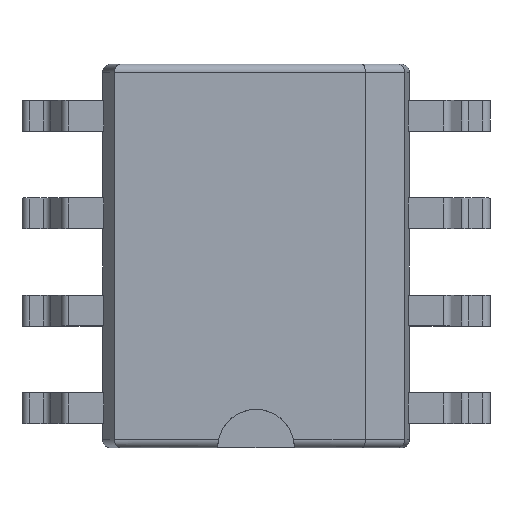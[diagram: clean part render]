
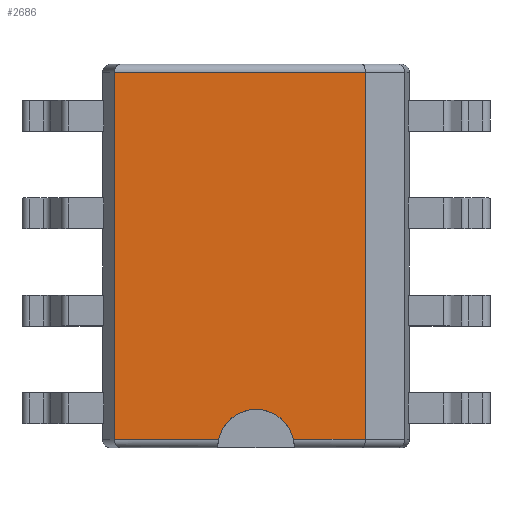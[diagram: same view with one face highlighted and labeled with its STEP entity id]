
A CAD part, top view. The second image highlights one B-rep face of the part: STEP entity #2686.
In plain terms, the highlighted planar face has unit normal (0, 0, 1).
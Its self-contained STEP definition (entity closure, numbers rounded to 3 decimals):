
#127=CIRCLE('',#2851,0.5);
#215=PLANE('',#2853);
#306=FACE_OUTER_BOUND('',#444,.T.);
#444=EDGE_LOOP('',(#1953,#1954,#1955,#1956,#1957,#1958));
#583=LINE('',#3833,#879);
#590=LINE('',#3879,#886);
#601=LINE('',#3904,#897);
#654=LINE('',#4007,#950);
#670=LINE('',#4037,#966);
#879=VECTOR('',#3067,10.);
#886=VECTOR('',#3088,10.);
#897=VECTOR('',#3115,10.);
#950=VECTOR('',#3178,10.);
#966=VECTOR('',#3202,10.);
#1175=VERTEX_POINT('',#3831);
#1176=VERTEX_POINT('',#3832);
#1187=VERTEX_POINT('',#3867);
#1188=VERTEX_POINT('',#3878);
#1194=VERTEX_POINT('',#3902);
#1239=VERTEX_POINT('',#4006);
#1433=EDGE_CURVE('',#1175,#1176,#583,.T.);
#1446=EDGE_CURVE('',#1187,#1188,#590,.T.);
#1460=EDGE_CURVE('',#1194,#1175,#601,.T.);
#1513=EDGE_CURVE('',#1239,#1188,#654,.T.);
#1527=EDGE_CURVE('',#1187,#1176,#127,.T.);
#1531=EDGE_CURVE('',#1239,#1194,#670,.T.);
#1953=ORIENTED_EDGE('',*,*,#1433,.F.);
#1954=ORIENTED_EDGE('',*,*,#1460,.F.);
#1955=ORIENTED_EDGE('',*,*,#1531,.F.);
#1956=ORIENTED_EDGE('',*,*,#1513,.T.);
#1957=ORIENTED_EDGE('',*,*,#1446,.F.);
#1958=ORIENTED_EDGE('',*,*,#1527,.T.);
#2686=ADVANCED_FACE('',(#306),#215,.T.);
#2851=AXIS2_PLACEMENT_3D('',#4030,#3194,#3195);
#2853=AXIS2_PLACEMENT_3D('',#4036,#3200,#3201);
#3067=DIRECTION('',(-1.,0.,0.));
#3088=DIRECTION('',(-1.,0.,0.));
#3115=DIRECTION('',(0.,-1.,0.));
#3178=DIRECTION('',(0.,-1.,0.));
#3194=DIRECTION('center_axis',(0.,0.,-1.));
#3195=DIRECTION('ref_axis',(-1.,0.,0.));
#3200=DIRECTION('center_axis',(0.,0.,1.));
#3201=DIRECTION('ref_axis',(1.,0.,0.));
#3202=DIRECTION('',(1.,0.,0.));
#3831=CARTESIAN_POINT('',(1.427,-2.393,1.72));
#3832=CARTESIAN_POINT('',(0.488,-2.393,1.72));
#3833=CARTESIAN_POINT('',(-1.,-2.393,1.72));
#3867=CARTESIAN_POINT('',(-0.488,-2.393,1.72));
#3878=CARTESIAN_POINT('',(-1.848,-2.393,1.72));
#3879=CARTESIAN_POINT('',(-1.,-2.393,1.72));
#3902=CARTESIAN_POINT('',(1.427,2.393,1.72));
#3904=CARTESIAN_POINT('',(1.427,-1.25,1.72));
#4006=CARTESIAN_POINT('',(-1.848,2.393,1.72));
#4007=CARTESIAN_POINT('',(-1.848,-1.25,1.72));
#4030=CARTESIAN_POINT('Origin',(0.,-2.5,1.72));
#4036=CARTESIAN_POINT('Origin',(0.,0.,
1.72));
#4037=CARTESIAN_POINT('',(1.,2.393,1.72));
